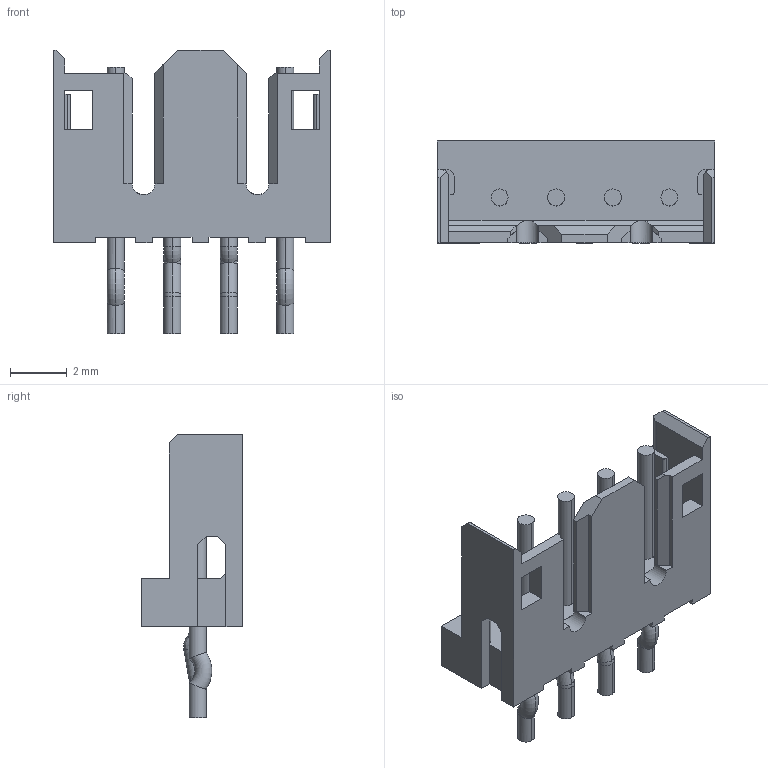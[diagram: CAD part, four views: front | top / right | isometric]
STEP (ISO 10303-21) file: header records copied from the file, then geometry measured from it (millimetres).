
FILE_DESCRIPTION((''),'2;1');
FILE_NAME('C-292161-4','2009-08-26T',('workeradm'),(''),'PRO/ENGINEER BY PARAMETRIC TECHNOLOGY CORPORATION, 2008380','PRO/ENGINEER BY PARAMETRIC TECHNOLOGY CORPORATION, 2008380','');
FILE_SCHEMA(('AUTOMOTIVE_DESIGN { 1 0 10303 214 1 1 1 1 }'));
Length unit declared in the file: millimetre
Products named in the file (1): C-292161-4
Bounding box: 9.8 x 3.6 x 10 mm (x, y, z)
Volume: 91 mm3; surface area: 308.5 mm2
Topology: 1 solids, 1 shells, 145 faces, 396 edges, 251 vertices
Faces by surface type: plane 93, cylinder 36, torus 12, bspline 4
Entity records: 4749 total; most frequent: CARTESIAN_POINT 1046, ORIENTED_EDGE 784, DIRECTION 732, EDGE_CURVE 392, VECTOR 286, LINE 286, VERTEX_POINT 251, AXIS2_PLACEMENT_3D 223
